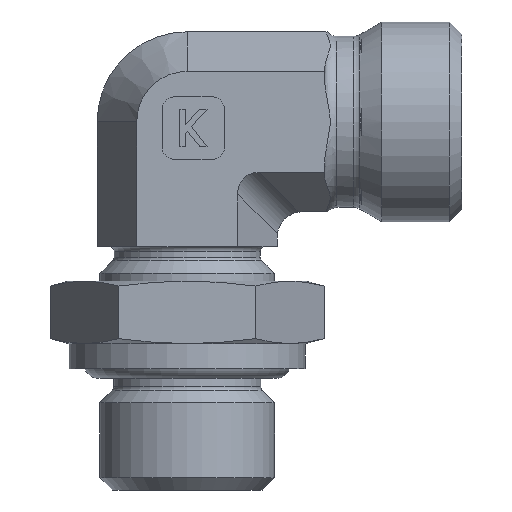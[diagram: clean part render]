
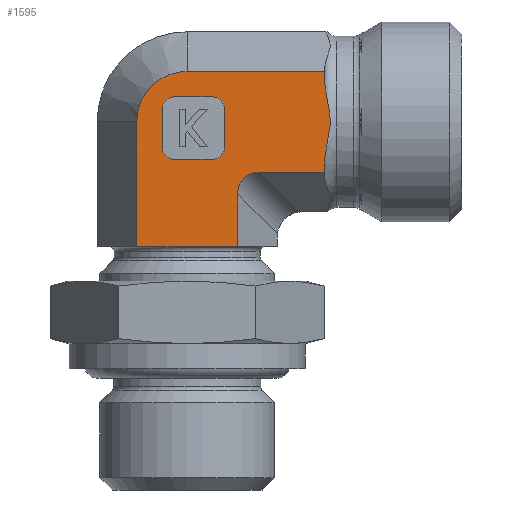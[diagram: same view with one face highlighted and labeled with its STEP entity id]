
A CAD part, left-side view. The second image highlights one B-rep face of the part: STEP entity #1595.
In plain terms, the highlighted planar face has unit normal (-1, 0, 0).
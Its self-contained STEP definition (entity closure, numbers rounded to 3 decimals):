
#510=CARTESIAN_POINT('',(-25.121,4.106,2.));
#511=VERTEX_POINT('',#510);
#518=CARTESIAN_POINT('',(-25.121,12.189,2.));
#519=VERTEX_POINT('',#518);
#520=CARTESIAN_POINT('',(-25.121,12.189,2.));
#521=DIRECTION('',(0.0,-1.0,0.0));
#522=VECTOR('',#521,8.083);
#523=LINE('',#520,#522);
#524=EDGE_CURVE('',#519,#511,#523,.T.);
#577=CARTESIAN_POINT('',(-25.121,4.106,6.226));
#578=VERTEX_POINT('',#577);
#585=CARTESIAN_POINT('',(-25.121,4.106,2.));
#586=DIRECTION('',(0.0,0.0,1.0));
#587=VECTOR('',#586,4.226);
#588=LINE('',#585,#587);
#589=EDGE_CURVE('',#511,#578,#588,.T.);
#918=CARTESIAN_POINT('',(-25.121,-2.852,15.553));
#919=VERTEX_POINT('',#918);
#927=CARTESIAN_POINT('',(-25.121,-2.852,8.447));
#928=VERTEX_POINT('',#927);
#929=CARTESIAN_POINT('',(-25.121,-2.852,8.447));
#930=CARTESIAN_POINT('',(-25.121,-2.852,8.846));
#931=CARTESIAN_POINT('',(-25.121,-2.911,9.322));
#932=CARTESIAN_POINT('',(-25.121,-3.102,10.431));
#933=CARTESIAN_POINT('',(-25.121,-3.325,11.273));
#934=CARTESIAN_POINT('',(-25.121,-3.325,12.727));
#935=CARTESIAN_POINT('',(-25.121,-3.102,13.569));
#936=CARTESIAN_POINT('',(-25.121,-2.911,14.678));
#937=CARTESIAN_POINT('',(-25.121,-2.852,15.154));
#938=CARTESIAN_POINT('',(-25.121,-2.852,15.553));
#939=B_SPLINE_CURVE_WITH_KNOTS('',3,(#929,#930,#931,#932,#933,#934,#935,#936,#937,#938),.UNSPECIFIED.,.F.,.U.,(4,2,2,2,4),(0.775,0.894,1.112,1.33,1.45),.UNSPECIFIED.);
#940=EDGE_CURVE('',#928,#919,#939,.T.);
#1403=CARTESIAN_POINT('',(-25.121,8.148,16.041));
#1404=VERTEX_POINT('',#1403);
#1411=CARTESIAN_POINT('',(-25.121,-2.852,16.041));
#1412=VERTEX_POINT('',#1411);
#1413=CARTESIAN_POINT('',(-25.121,8.148,16.041));
#1414=DIRECTION('',(0.0,-1.0,0.0));
#1415=VECTOR('',#1414,11.0);
#1416=LINE('',#1413,#1415);
#1417=EDGE_CURVE('',#1404,#1412,#1416,.T.);
#1434=CARTESIAN_POINT('',(-25.121,-2.852,7.959));
#1435=VERTEX_POINT('',#1434);
#1442=CARTESIAN_POINT('',(-25.121,2.374,7.959));
#1443=VERTEX_POINT('',#1442);
#1444=CARTESIAN_POINT('',(-25.121,2.374,7.959));
#1445=DIRECTION('',(0.0,-1.0,0.0));
#1446=VECTOR('',#1445,5.226);
#1447=LINE('',#1444,#1446);
#1448=EDGE_CURVE('',#1443,#1435,#1447,.T.);
#1479=CARTESIAN_POINT('',(-25.121,4.106,0.0));
#1480=DIRECTION('',(-1.0,0.0,0.0));
#1481=DIRECTION('',(0.0,0.0,1.0));
#1482=AXIS2_PLACEMENT_3D('',#1479,#1480,#1481);
#1483=PLANE('',#1482);
#1484=ORIENTED_EDGE('',*,*,#524,.T.);
#1485=ORIENTED_EDGE('',*,*,#589,.T.);
#1486=CARTESIAN_POINT('',(-25.121,1.797,5.649));
#1487=DIRECTION('',(-1.0,0.0,0.0));
#1488=DIRECTION('',(0.0,0.707,0.707));
#1489=AXIS2_PLACEMENT_3D('',#1486,#1487,#1488);
#1490=ELLIPSE('',#1489,2.582,2.0);
#1491=EDGE_CURVE('',#1443,#578,#1490,.T.);
#1492=ORIENTED_EDGE('',*,*,#1491,.F.);
#1493=ORIENTED_EDGE('',*,*,#1448,.T.);
#1494=CARTESIAN_POINT('',(-25.121,-2.852,7.959));
#1495=DIRECTION('',(0.0,0.0,1.0));
#1496=VECTOR('',#1495,0.489);
#1497=LINE('',#1494,#1496);
#1498=EDGE_CURVE('',#1435,#928,#1497,.T.);
#1499=ORIENTED_EDGE('',*,*,#1498,.T.);
#1500=ORIENTED_EDGE('',*,*,#940,.T.);
#1501=CARTESIAN_POINT('',(-25.121,-2.852,15.553));
#1502=DIRECTION('',(0.0,0.0,1.0));
#1503=VECTOR('',#1502,0.489);
#1504=LINE('',#1501,#1503);
#1505=EDGE_CURVE('',#919,#1412,#1504,.T.);
#1506=ORIENTED_EDGE('',*,*,#1505,.T.);
#1507=ORIENTED_EDGE('',*,*,#1417,.F.);
#1508=CARTESIAN_POINT('',(-25.121,12.189,12.));
#1509=VERTEX_POINT('',#1508);
#1510=CARTESIAN_POINT('',(-25.121,8.148,12.));
#1511=DIRECTION('',(-1.0,0.0,0.0));
#1512=DIRECTION('',(0.0,0.0,1.0));
#1513=AXIS2_PLACEMENT_3D('',#1510,#1511,#1512);
#1514=CIRCLE('',#1513,4.041);
#1515=EDGE_CURVE('',#1404,#1509,#1514,.T.);
#1516=ORIENTED_EDGE('',*,*,#1515,.T.);
#1517=CARTESIAN_POINT('',(-25.121,12.189,2.));
#1518=DIRECTION('',(0.0,0.0,1.0));
#1519=VECTOR('',#1518,10.);
#1520=LINE('',#1517,#1519);
#1521=EDGE_CURVE('',#519,#1509,#1520,.T.);
#1522=ORIENTED_EDGE('',*,*,#1521,.F.);
#1523=EDGE_LOOP('',(#1484,#1485,#1492,#1493,#1499,#1500,#1506,#1507,#1516,#1522));
#1524=FACE_OUTER_BOUND('',#1523,.T.);
#1525=CARTESIAN_POINT('',(-25.121,6.148,9.));
#1526=VERTEX_POINT('',#1525);
#1527=CARTESIAN_POINT('',(-25.121,9.148,9.));
#1528=VERTEX_POINT('',#1527);
#1529=CARTESIAN_POINT('',(-25.121,6.148,9.));
#1530=DIRECTION('',(0.0,1.0,0.0));
#1531=VECTOR('',#1530,3.0);
#1532=LINE('',#1529,#1531);
#1533=EDGE_CURVE('',#1526,#1528,#1532,.T.);
#1534=ORIENTED_EDGE('',*,*,#1533,.T.);
#1535=CARTESIAN_POINT('',(-25.121,10.148,10.));
#1536=VERTEX_POINT('',#1535);
#1537=CARTESIAN_POINT('',(-25.121,9.148,10.));
#1538=DIRECTION('',(-1.0,0.0,0.0));
#1539=DIRECTION('',(0.0,0.707,-0.707));
#1540=AXIS2_PLACEMENT_3D('',#1537,#1538,#1539);
#1541=CIRCLE('',#1540,1.0);
#1542=EDGE_CURVE('',#1536,#1528,#1541,.T.);
#1543=ORIENTED_EDGE('',*,*,#1542,.F.);
#1544=CARTESIAN_POINT('',(-25.121,10.148,13.));
#1545=VERTEX_POINT('',#1544);
#1546=CARTESIAN_POINT('',(-25.121,10.148,10.));
#1547=DIRECTION('',(0.0,0.0,1.0));
#1548=VECTOR('',#1547,3.0);
#1549=LINE('',#1546,#1548);
#1550=EDGE_CURVE('',#1536,#1545,#1549,.T.);
#1551=ORIENTED_EDGE('',*,*,#1550,.T.);
#1552=CARTESIAN_POINT('',(-25.121,9.148,14.));
#1553=VERTEX_POINT('',#1552);
#1554=CARTESIAN_POINT('',(-25.121,9.148,13.));
#1555=DIRECTION('',(-1.0,0.0,0.0));
#1556=DIRECTION('',(0.0,0.707,0.707));
#1557=AXIS2_PLACEMENT_3D('',#1554,#1555,#1556);
#1558=CIRCLE('',#1557,1.0);
#1559=EDGE_CURVE('',#1553,#1545,#1558,.T.);
#1560=ORIENTED_EDGE('',*,*,#1559,.F.);
#1561=CARTESIAN_POINT('',(-25.121,6.148,14.));
#1562=VERTEX_POINT('',#1561);
#1563=CARTESIAN_POINT('',(-25.121,9.148,14.));
#1564=DIRECTION('',(0.0,-1.0,0.0));
#1565=VECTOR('',#1564,3.);
#1566=LINE('',#1563,#1565);
#1567=EDGE_CURVE('',#1553,#1562,#1566,.T.);
#1568=ORIENTED_EDGE('',*,*,#1567,.T.);
#1569=CARTESIAN_POINT('',(-25.121,5.148,13.));
#1570=VERTEX_POINT('',#1569);
#1571=CARTESIAN_POINT('',(-25.121,6.148,13.));
#1572=DIRECTION('',(-1.0,0.0,0.0));
#1573=DIRECTION('',(0.0,-0.707,0.707));
#1574=AXIS2_PLACEMENT_3D('',#1571,#1572,#1573);
#1575=CIRCLE('',#1574,1.0);
#1576=EDGE_CURVE('',#1570,#1562,#1575,.T.);
#1577=ORIENTED_EDGE('',*,*,#1576,.F.);
#1578=CARTESIAN_POINT('',(-25.121,5.148,10.));
#1579=VERTEX_POINT('',#1578);
#1580=CARTESIAN_POINT('',(-25.121,5.148,13.));
#1581=DIRECTION('',(0.0,0.0,-1.0));
#1582=VECTOR('',#1581,3.);
#1583=LINE('',#1580,#1582);
#1584=EDGE_CURVE('',#1570,#1579,#1583,.T.);
#1585=ORIENTED_EDGE('',*,*,#1584,.T.);
#1586=CARTESIAN_POINT('',(-25.121,6.148,10.));
#1587=DIRECTION('',(-1.0,0.0,0.0));
#1588=DIRECTION('',(0.0,-0.707,-0.707));
#1589=AXIS2_PLACEMENT_3D('',#1586,#1587,#1588);
#1590=CIRCLE('',#1589,1.0);
#1591=EDGE_CURVE('',#1526,#1579,#1590,.T.);
#1592=ORIENTED_EDGE('',*,*,#1591,.F.);
#1593=EDGE_LOOP('',(#1534,#1543,#1551,#1560,#1568,#1577,#1585,#1592));
#1594=FACE_BOUND('',#1593,.T.);
#1595=ADVANCED_FACE('',(#1524,#1594),#1483,.T.);
